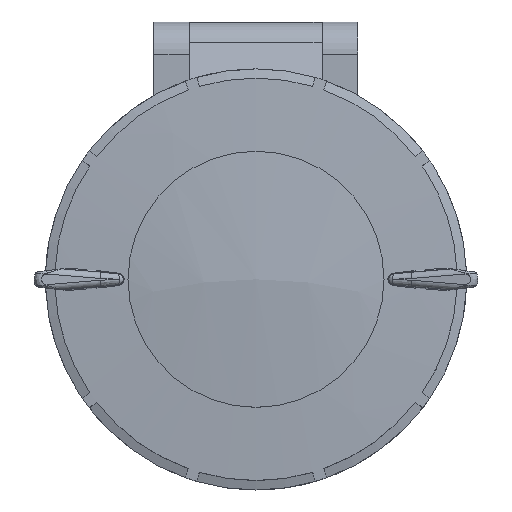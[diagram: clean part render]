
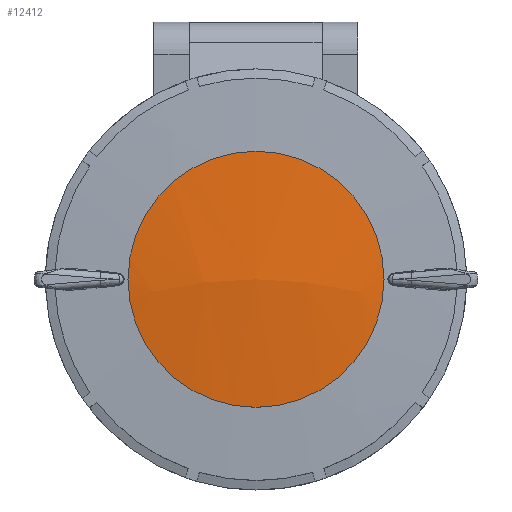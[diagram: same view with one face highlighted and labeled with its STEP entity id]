
A CAD part, top view. The second image highlights one B-rep face of the part: STEP entity #12412.
In plain terms, the highlighted spherical face has radius 159.163 mm.
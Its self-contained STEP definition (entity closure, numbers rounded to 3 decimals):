
#4 = CARTESIAN_POINT ( 'NONE',  ( 0.054, 0., 63.72 ) ) ;
#1142 = CARTESIAN_POINT ( 'NONE',  ( 0.054, 21.8, 63.72 ) ) ;
#1996 = EDGE_CURVE ( 'NONE', #14046, #17900, #15025, .T. ) ;
#3493 = DIRECTION ( 'NONE',  ( 0., 0., -1. ) ) ;
#4253 = CARTESIAN_POINT ( 'NONE',  ( 0.054, 0., -93.943 ) ) ;
#6105 = EDGE_CURVE ( 'NONE', #17900, #14046, #19140, .T. ) ;
#8254 = AXIS2_PLACEMENT_3D ( 'NONE', #4, #3493, #11237 ) ;
#9042 = ORIENTED_EDGE ( 'NONE', *, *, #1996, .F. ) ;
#11237 = DIRECTION ( 'NONE',  ( 0., 1., 0. ) ) ;
#12239 = DIRECTION ( 'NONE',  ( 0., 0.423, -0.906 ) ) ;
#12412 = ADVANCED_FACE ( 'NONE', ( #20218 ), #20322, .T. ) ;
#12989 = ORIENTED_EDGE ( 'NONE', *, *, #6105, .F. ) ;
#14046 = VERTEX_POINT ( 'NONE', #1142 ) ;
#14270 = AXIS2_PLACEMENT_3D ( 'NONE', #4253, #12239, #18682 ) ;
#15025 = CIRCLE ( 'NONE', #8254, 21.8 ) ;
#15138 = EDGE_LOOP ( 'NONE', ( #9042, #12989 ) ) ;
#15453 = AXIS2_PLACEMENT_3D ( 'NONE', #18894, #20241, #18703 ) ;
#17900 = VERTEX_POINT ( 'NONE', #19731 ) ;
#18682 = DIRECTION ( 'NONE',  ( -1., 0., 0. ) ) ;
#18703 = DIRECTION ( 'NONE',  ( 0., 1., 0. ) ) ;
#18894 = CARTESIAN_POINT ( 'NONE',  ( 0.054, 0., 63.72 ) ) ;
#19140 = CIRCLE ( 'NONE', #15453, 21.8 ) ;
#19731 = CARTESIAN_POINT ( 'NONE',  ( 0.054, -21.8, 63.72 ) ) ;
#20218 = FACE_OUTER_BOUND ( 'NONE', #15138, .T. ) ;
#20241 = DIRECTION ( 'NONE',  ( 0., 0., -1. ) ) ;
#20322 = SPHERICAL_SURFACE ( 'NONE', #14270, 159.163 ) ;
